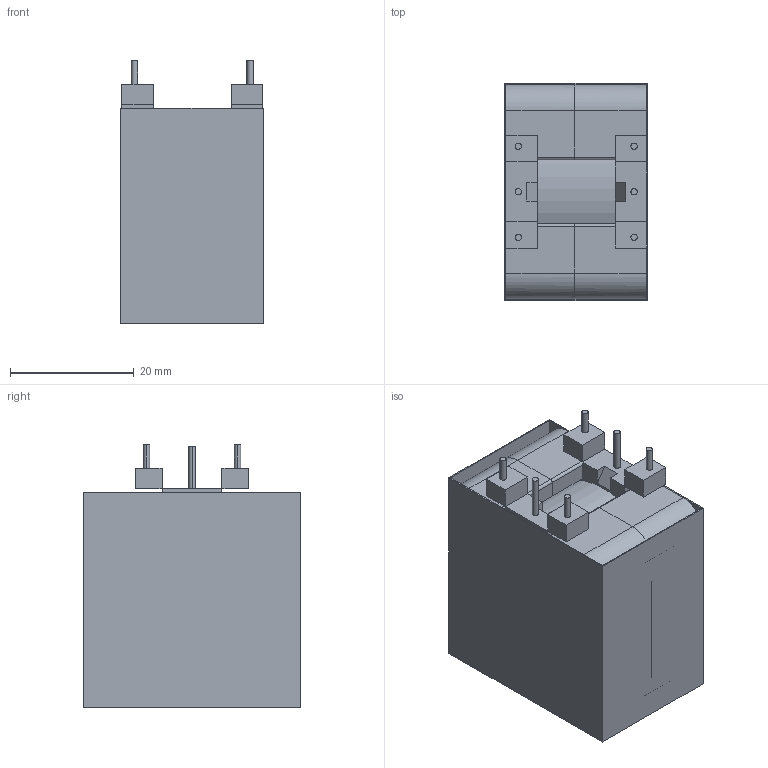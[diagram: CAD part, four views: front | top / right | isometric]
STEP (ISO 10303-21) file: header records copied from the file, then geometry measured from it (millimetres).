
FILE_DESCRIPTION(('FreeCAD Model'),'2;1');
FILE_NAME('Open CASCADE Shape Model','2025-04-29T10:42:25',('FreeCAD'),( 'FreeCAD'),'Open CASCADE STEP processor 7.6','FreeCAD','Unknown');
FILE_SCHEMA(('AUTOMOTIVE_DESIGN { 1 0 10303 214 1 1 1 1 }'));
Length unit declared in the file: millimetre
Products named in the file (1): Open CASCADE STEP translator 7.6 1
Bounding box: 23 x 35.05 x 42.4 mm (x, y, z)
Volume: 25722.7 mm3; surface area: 23698.2 mm2
Topology: 8 solids, 8 shells, 399 faces, 1049 edges, 698 vertices
Faces by surface type: bspline 399
Entity records: 17652 total; most frequent: CARTESIAN_POINT 11219, ORIENTED_EDGE 2098, EDGE_CURVE 1049, B_SPLINE_CURVE_WITH_KNOTS 941, VERTEX_POINT 698, FACE_BOUND 435, EDGE_LOOP 435, ADVANCED_FACE 399
